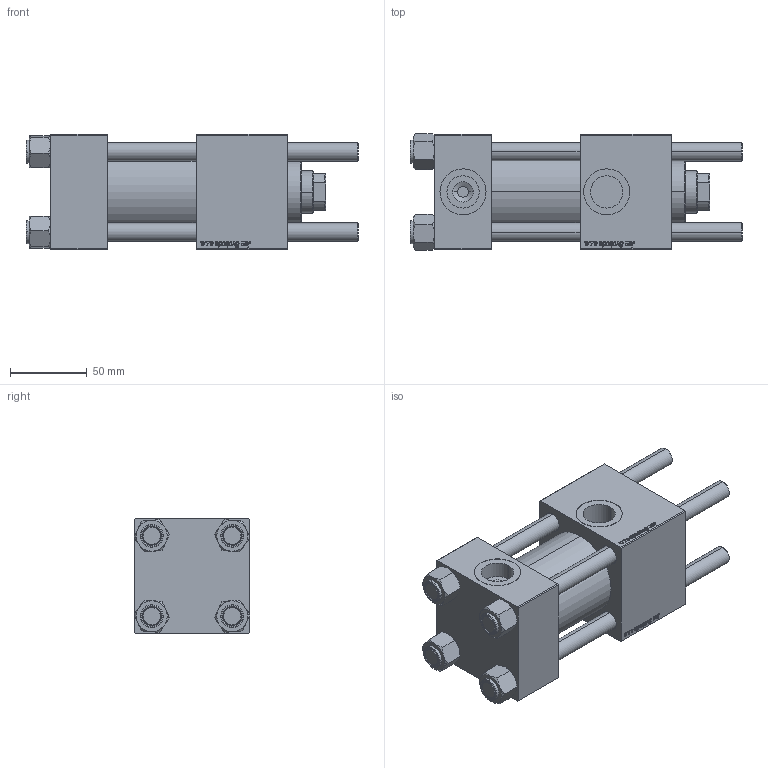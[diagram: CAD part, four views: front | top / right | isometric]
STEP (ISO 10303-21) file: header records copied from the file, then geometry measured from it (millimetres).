
FILE_DESCRIPTION (( 'STEP AP203' ), '1' );
FILE_NAME ('24c9.STEP', '2023-08-22T18:05:11', ( '' ), ( '' ), 'SwSTEP 2.0', 'SolidWorks 2019', '' );
FILE_SCHEMA (( 'CONFIG_CONTROL_DESIGN' ));
Length unit declared in the file: millimetre
Products named in the file (6): V215_VC_A 6a2649f570539c7f93f2f97e1efe4c32; 24c9; V215CR_B_TYCINKA 6a2649f570539c7f93f2f97e1efe4c32; NUT_M5_B 6a2649f570539c7f93f2f97e1efe4c32; V215CR_B-1 6a2649f570539c7f93f2f97e1efe4c32; V215CR_VCP_B 6a2649f570539c7f93f2f97e1efe4c32
Assembly tree (11 placements, depth 2):
  24c9
    V215CR_B-1 6a2649f570539c7f93f2f97e1efe4c32
    V215CR_VCP_B 6a2649f570539c7f93f2f97e1efe4c32
    NUT_M5_B 6a2649f570539c7f93f2f97e1efe4c32  x4
    V215CR_B_TYCINKA 6a2649f570539c7f93f2f97e1efe4c32  x4
    V215_VC_A 6a2649f570539c7f93f2f97e1efe4c32
Bounding box: 216 x 75.45 x 75 mm (x, y, z)
Volume: 702270.8 mm3; surface area: 167136.6 mm2
Topology: 11 solids, 11 shells, 1158 faces, 2930 edges, 1903 vertices
Faces by surface type: bspline 504, plane 432, cone 136, cylinder 78, torus 8
Entity records: 56730 total; most frequent: CARTESIAN_POINT 33976, ORIENTED_EDGE 5352, DIRECTION 2922, EDGE_CURVE 2676, VERTEX_POINT 1759, VECTOR 1440, LINE 1440, EDGE_LOOP 1163
